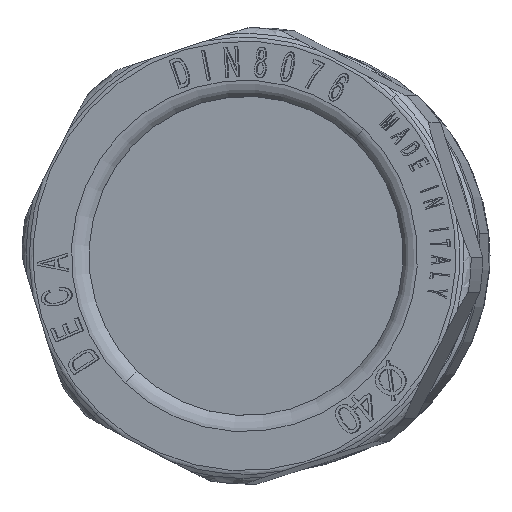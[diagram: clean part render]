
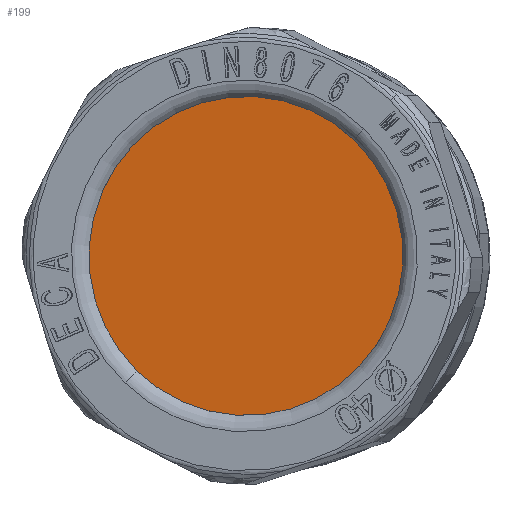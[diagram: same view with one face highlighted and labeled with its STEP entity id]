
A CAD part, top view. The second image highlights one B-rep face of the part: STEP entity #199.
In plain terms, the highlighted planar face has unit normal (-0.176, 0, 0.984).
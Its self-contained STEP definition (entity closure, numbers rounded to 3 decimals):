
#176=CARTESIAN_POINT('Axis2P3D Location',(-10.838,-22.981,109.302)) ;
#181=CARTESIAN_POINT('Axis2P3D Location',(-10.838,0.,109.302)) ;
#185=CARTESIAN_POINT('Vertex',(3.658,15.441,111.892)) ;
#187=CARTESIAN_POINT('Vertex',(-25.334,-15.441,106.712)) ;
#190=CARTESIAN_POINT('Axis2P3D Location',(-10.838,0.,109.302)) ;
#177=DIRECTION('Axis2P3D Direction',(-0.176,0.,0.984)) ;
#178=DIRECTION('Axis2P3D XDirection',(0.984,0.,0.176)) ;
#182=DIRECTION('Axis2P3D Direction',(-0.176,0.,0.984)) ;
#191=DIRECTION('Axis2P3D Direction',(-0.176,0.,0.984)) ;
#179=AXIS2_PLACEMENT_3D('Plane Axis2P3D',#176,#177,#178) ;
#183=AXIS2_PLACEMENT_3D('Circle Axis2P3D',#181,#182,$) ;
#192=AXIS2_PLACEMENT_3D('Circle Axis2P3D',#190,#191,$) ;
#196=ORIENTED_EDGE('',*,*,#189,.T.) ;
#197=ORIENTED_EDGE('',*,*,#194,.T.) ;
#199=ADVANCED_FACE('PartBody',(#198),#180,.T.) ;
#184=CIRCLE('generated circle',#183,21.337) ;
#193=CIRCLE('generated circle',#192,21.337) ;
#189=EDGE_CURVE('',#186,#188,#184,.T.) ;
#194=EDGE_CURVE('',#188,#186,#193,.T.) ;
#195=EDGE_LOOP('',(#196,#197)) ;
#198=FACE_OUTER_BOUND('',#195,.T.) ;
#180=PLANE('',#179) ;
#186=VERTEX_POINT('',#185) ;
#188=VERTEX_POINT('',#187) ;
